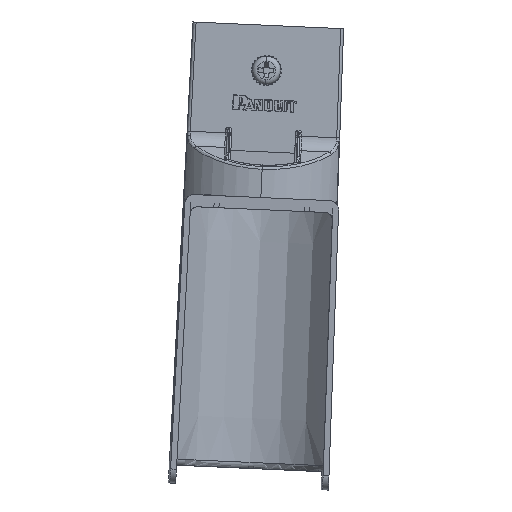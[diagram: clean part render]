
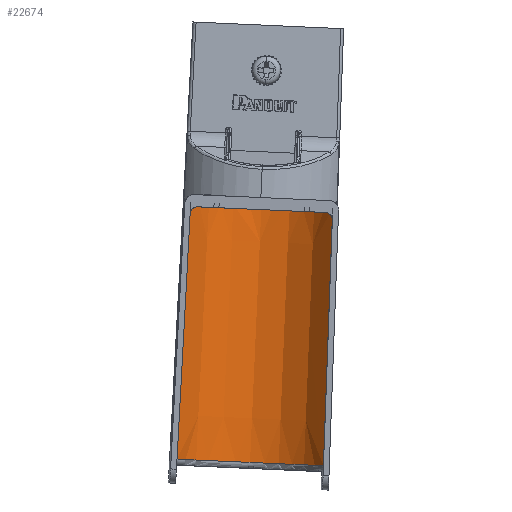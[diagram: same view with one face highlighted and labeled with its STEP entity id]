
A CAD part, left-side view. The second image highlights one B-rep face of the part: STEP entity #22674.
In plain terms, the highlighted conical face has half-angle 0.5 degrees and reference radius 35.814 mm.
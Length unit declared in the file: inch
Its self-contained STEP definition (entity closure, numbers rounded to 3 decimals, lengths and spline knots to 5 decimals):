
#173 = DIRECTION ( 'NONE',  ( 0., 0., -1. ) ) ;
#260 = B_SPLINE_CURVE_WITH_KNOTS ( 'NONE', 3,
 ( #28673, #17022, #19369, #5150 ),
 .UNSPECIFIED., .F., .F.,
 ( 4, 4 ),
 ( 0.61006, 0.71854 ),
 .UNSPECIFIED. ) ;
#1186 = DIRECTION ( 'NONE',  ( 0., 0., 1. ) ) ;
#1211 = AXIS2_PLACEMENT_3D ( 'NONE', #14420, #173, #16790 ) ;
#1268 = CARTESIAN_POINT ( 'NONE',  ( -2.25101, -0.47152, 1.26504 ) ) ;
#1486 = DIRECTION ( 'NONE',  ( 0., 0., 1. ) ) ;
#3082 = DIRECTION ( 'NONE',  ( -1., 0., 0. ) ) ;
#3138 = VERTEX_POINT ( 'NONE', #15758 ) ;
#3428 = VERTEX_POINT ( 'NONE', #20904 ) ;
#4215 = CARTESIAN_POINT ( 'NONE',  ( -2.81682, 1.1921, -0.15855 ) ) ;
#4381 = CARTESIAN_POINT ( 'NONE',  ( -3.5625, 0., 1.39461 ) ) ;
#4492 = CARTESIAN_POINT ( 'NONE',  ( -2.25301, 0.4744, 1.36794 ) ) ;
#4848 = ORIENTED_EDGE ( 'NONE', *, *, #11665, .T. ) ;
#5009 = EDGE_CURVE ( 'NONE', #25307, #3138, #26599, .T. ) ;
#5050 = EDGE_LOOP ( 'NONE', ( #27903, #21191, #16904, #29912, #4848, #6737, #15726, #25065 ) ) ;
#5150 = CARTESIAN_POINT ( 'NONE',  ( -2.80974, -1.21695, -3.00574 ) ) ;
#5845 = CARTESIAN_POINT ( 'NONE',  ( -2.80974, 1.21695, -3.00574 ) ) ;
#6737 = ORIENTED_EDGE ( 'NONE', *, *, #16830, .F. ) ;
#6765 = DIRECTION ( 'NONE',  ( 1., 0., 0. ) ) ;
#6890 = CARTESIAN_POINT ( 'NONE',  ( -2.25352, 0.47515, 1.39461 ) ) ;
#7066 = EDGE_CURVE ( 'NONE', #3428, #25307, #7989, .T. ) ;
#7144 = B_SPLINE_CURVE_WITH_KNOTS ( 'NONE', 3,
 ( #6890, #4492, #9295, #25884, #11675, #28239, #14073 ),
 .UNSPECIFIED., .F., .F.,
 ( 4, 3, 4 ),
 ( 0., 0.00203, 0.00329 ),
 .UNSPECIFIED. ) ;
#7433 = CARTESIAN_POINT ( 'NONE',  ( -2.25165, -0.47244, 1.29809 ) ) ;
#7989 = B_SPLINE_CURVE_WITH_KNOTS ( 'NONE', 3,
 ( #25487, #4215, #11401, #27969 ),
 .UNSPECIFIED., .F., .F.,
 ( 4, 4 ),
 ( 0.35093, 0.45941 ),
 .UNSPECIFIED. ) ;
#9295 = CARTESIAN_POINT ( 'NONE',  ( -2.25249, 0.47365, 1.34127 ) ) ;
#9466 = CIRCLE ( 'NONE', #16878, 1.39368 ) ;
#9830 = CARTESIAN_POINT ( 'NONE',  ( -2.25101, -0.47152, 1.26504 ) ) ;
#10147 = DIRECTION ( 'NONE',  ( 0., 0., -1. ) ) ;
#11160 = CIRCLE ( 'NONE', #19721, 1.39255 ) ;
#11401 = CARTESIAN_POINT ( 'NONE',  ( -2.81327, 1.20452, -1.58215 ) ) ;
#11665 = EDGE_CURVE ( 'NONE', #17224, #26190, #23476, .T. ) ;
#11675 = CARTESIAN_POINT ( 'NONE',  ( -2.25165, 0.47244, 1.29809 ) ) ;
#12204 = CARTESIAN_POINT ( 'NONE',  ( -2.25249, -0.47365, 1.34127 ) ) ;
#12787 = CARTESIAN_POINT ( 'NONE',  ( -2.25352, 0.47515, 1.39461 ) ) ;
#13470 = EDGE_CURVE ( 'NONE', #22395, #3428, #9466, .T. ) ;
#13867 = CARTESIAN_POINT ( 'NONE',  ( -2.82041, -1.17968, 1.26504 ) ) ;
#14073 = CARTESIAN_POINT ( 'NONE',  ( -2.25101, 0.47152, 1.26504 ) ) ;
#14420 = CARTESIAN_POINT ( 'NONE',  ( -3.5625, 0., -3.00574 ) ) ;
#14623 = CARTESIAN_POINT ( 'NONE',  ( -2.25352, -0.47515, 1.39461 ) ) ;
#14840 = CARTESIAN_POINT ( 'NONE',  ( -2.25352, -0.47515, 1.39461 ) ) ;
#15421 = CARTESIAN_POINT ( 'NONE',  ( -3.5625, 0., 1.26504 ) ) ;
#15708 = CARTESIAN_POINT ( 'NONE',  ( -3.5625, 0., 1.26504 ) ) ;
#15726 = ORIENTED_EDGE ( 'NONE', *, *, #26552, .T. ) ;
#15758 = CARTESIAN_POINT ( 'NONE',  ( -2.80974, -1.21695, -3.00574 ) ) ;
#16220 = VERTEX_POINT ( 'NONE', #12787 ) ;
#16527 = AXIS2_PLACEMENT_3D ( 'NONE', #15421, #1186, #17802 ) ;
#16687 = AXIS2_PLACEMENT_3D ( 'NONE', #17328, #10147, #3082 ) ;
#16790 = DIRECTION ( 'NONE',  ( -1., 0., 0. ) ) ;
#16830 = EDGE_CURVE ( 'NONE', #16220, #26190, #11160, .T. ) ;
#16878 = AXIS2_PLACEMENT_3D ( 'NONE', #15708, #1486, #18099 ) ;
#16904 = ORIENTED_EDGE ( 'NONE', *, *, #22599, .F. ) ;
#17022 = CARTESIAN_POINT ( 'NONE',  ( -2.81682, -1.1921, -0.15855 ) ) ;
#17128 = FACE_OUTER_BOUND ( 'NONE', #5050, .T. ) ;
#17224 = VERTEX_POINT ( 'NONE', #1268 ) ;
#17328 = CARTESIAN_POINT ( 'NONE',  ( -3.5625, 0., -0.60539 ) ) ;
#17802 = DIRECTION ( 'NONE',  ( 1., 0., 0. ) ) ;
#18099 = DIRECTION ( 'NONE',  ( 1., 0., 0. ) ) ;
#18123 = CIRCLE ( 'NONE', #16527, 1.39368 ) ;
#19369 = CARTESIAN_POINT ( 'NONE',  ( -2.81327, -1.20452, -1.58215 ) ) ;
#19721 = AXIS2_PLACEMENT_3D ( 'NONE', #4381, #20978, #6765 ) ;
#20904 = CARTESIAN_POINT ( 'NONE',  ( -2.82041, 1.17968, 1.26504 ) ) ;
#20978 = DIRECTION ( 'NONE',  ( 0., 0., -1. ) ) ;
#21148 = CONICAL_SURFACE ( 'NONE', #16687, 1.41, 0.009 ) ;
#21191 = ORIENTED_EDGE ( 'NONE', *, *, #5009, .T. ) ;
#21296 = VERTEX_POINT ( 'NONE', #13867 ) ;
#22395 = VERTEX_POINT ( 'NONE', #25592 ) ;
#22599 = EDGE_CURVE ( 'NONE', #21296, #3138, #260, .T. ) ;
#22674 = ADVANCED_FACE ( 'NONE', ( #17128 ), #21148, .F. ) ;
#23476 = B_SPLINE_CURVE_WITH_KNOTS ( 'NONE', 3,
 ( #9830, #24033, #7433, #26401, #12204, #28774, #14623 ),
 .UNSPECIFIED., .F., .F.,
 ( 4, 3, 4 ),
 ( -0.00126, 0., 0.00203 ),
 .UNSPECIFIED. ) ;
#24033 = CARTESIAN_POINT ( 'NONE',  ( -2.25133, -0.47198, 1.28156 ) ) ;
#24743 = EDGE_CURVE ( 'NONE', #21296, #17224, #18123, .T. ) ;
#25065 = ORIENTED_EDGE ( 'NONE', *, *, #13470, .T. ) ;
#25307 = VERTEX_POINT ( 'NONE', #5845 ) ;
#25487 = CARTESIAN_POINT ( 'NONE',  ( -2.82041, 1.17968, 1.26504 ) ) ;
#25592 = CARTESIAN_POINT ( 'NONE',  ( -2.25101, 0.47152, 1.26504 ) ) ;
#25884 = CARTESIAN_POINT ( 'NONE',  ( -2.25197, 0.47291, 1.31461 ) ) ;
#26190 = VERTEX_POINT ( 'NONE', #14840 ) ;
#26401 = CARTESIAN_POINT ( 'NONE',  ( -2.25197, -0.47291, 1.31461 ) ) ;
#26552 = EDGE_CURVE ( 'NONE', #16220, #22395, #7144, .T. ) ;
#26599 = CIRCLE ( 'NONE', #1211, 1.43095 ) ;
#27903 = ORIENTED_EDGE ( 'NONE', *, *, #7066, .T. ) ;
#27969 = CARTESIAN_POINT ( 'NONE',  ( -2.80974, 1.21695, -3.00574 ) ) ;
#28239 = CARTESIAN_POINT ( 'NONE',  ( -2.25133, 0.47198, 1.28156 ) ) ;
#28673 = CARTESIAN_POINT ( 'NONE',  ( -2.82041, -1.17968, 1.26504 ) ) ;
#28774 = CARTESIAN_POINT ( 'NONE',  ( -2.25301, -0.4744, 1.36794 ) ) ;
#29912 = ORIENTED_EDGE ( 'NONE', *, *, #24743, .T. ) ;
